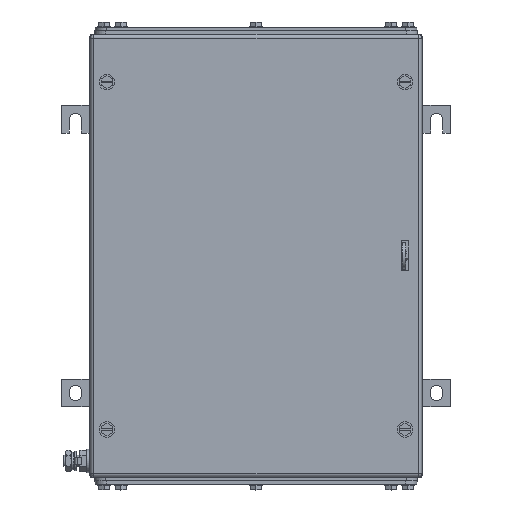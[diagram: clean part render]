
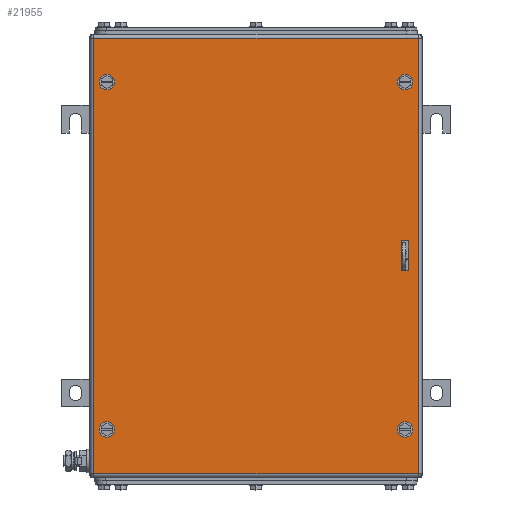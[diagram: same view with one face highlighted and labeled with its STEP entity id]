
A CAD part, top view. The second image highlights one B-rep face of the part: STEP entity #21955.
In plain terms, the highlighted planar face has unit normal (0, 0, 1).
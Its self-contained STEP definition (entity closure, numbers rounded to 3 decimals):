
#21795=AXIS2_PLACEMENT_3D('Circle Axis2P3D',#21793,#21794,$) ;
#21822=AXIS2_PLACEMENT_3D('Plane Axis2P3D',#21819,#21820,#21821) ;
#21860=AXIS2_PLACEMENT_3D('Circle Axis2P3D',#21858,#21859,$) ;
#21869=AXIS2_PLACEMENT_3D('Circle Axis2P3D',#21867,#21868,$) ;
#21878=AXIS2_PLACEMENT_3D('Circle Axis2P3D',#21876,#21877,$) ;
#21887=AXIS2_PLACEMENT_3D('Circle Axis2P3D',#21885,#21886,$) ;
#21896=AXIS2_PLACEMENT_3D('Circle Axis2P3D',#21894,#21895,$) ;
#21905=AXIS2_PLACEMENT_3D('Circle Axis2P3D',#21903,#21904,$) ;
#21914=AXIS2_PLACEMENT_3D('Circle Axis2P3D',#21912,#21913,$) ;
#21790=CARTESIAN_POINT('Vertex',(44.5,367.75,203.5)) ;
#21793=CARTESIAN_POINT('Axis2P3D Location',(41.,367.75,203.5)) ;
#21797=CARTESIAN_POINT('Vertex',(37.5,367.75,203.5)) ;
#21819=CARTESIAN_POINT('Axis2P3D Location',(175.5,211.,203.5)) ;
#21824=CARTESIAN_POINT('Line Origine',(175.5,407.5,203.5)) ;
#21828=CARTESIAN_POINT('Vertex',(322.,407.5,203.5)) ;
#21830=CARTESIAN_POINT('Vertex',(29.,407.5,203.5)) ;
#21833=CARTESIAN_POINT('Line Origine',(29.,211.,203.5)) ;
#21837=CARTESIAN_POINT('Vertex',(29.,14.5,203.5)) ;
#21840=CARTESIAN_POINT('Line Origine',(175.5,14.5,203.5)) ;
#21844=CARTESIAN_POINT('Vertex',(322.,14.5,203.5)) ;
#21847=CARTESIAN_POINT('Line Origine',(322.,211.,203.5)) ;
#21858=CARTESIAN_POINT('Axis2P3D Location',(41.,367.75,203.5)) ;
#21867=CARTESIAN_POINT('Axis2P3D Location',(41.,54.25,203.5)) ;
#21871=CARTESIAN_POINT('Vertex',(37.5,54.25,203.5)) ;
#21873=CARTESIAN_POINT('Vertex',(44.5,54.25,203.5)) ;
#21876=CARTESIAN_POINT('Axis2P3D Location',(41.,54.25,203.5)) ;
#21885=CARTESIAN_POINT('Axis2P3D Location',(310.,54.25,203.5)) ;
#21889=CARTESIAN_POINT('Vertex',(313.5,54.25,203.5)) ;
#21891=CARTESIAN_POINT('Vertex',(306.5,54.25,203.5)) ;
#21894=CARTESIAN_POINT('Axis2P3D Location',(310.,54.25,203.5)) ;
#21903=CARTESIAN_POINT('Axis2P3D Location',(310.,367.75,203.5)) ;
#21907=CARTESIAN_POINT('Vertex',(313.5,367.75,203.5)) ;
#21909=CARTESIAN_POINT('Vertex',(306.5,367.75,203.5)) ;
#21912=CARTESIAN_POINT('Axis2P3D Location',(310.,367.75,203.5)) ;
#21921=CARTESIAN_POINT('Line Origine',(309.75,197.5,203.5)) ;
#21925=CARTESIAN_POINT('Vertex',(313.,197.5,203.5)) ;
#21927=CARTESIAN_POINT('Vertex',(306.5,197.5,203.5)) ;
#21930=CARTESIAN_POINT('Line Origine',(306.5,211.,203.5)) ;
#21934=CARTESIAN_POINT('Vertex',(306.5,224.5,203.5)) ;
#21937=CARTESIAN_POINT('Line Origine',(309.75,224.5,203.5)) ;
#21941=CARTESIAN_POINT('Vertex',(313.,224.5,203.5)) ;
#21944=CARTESIAN_POINT('Line Origine',(313.,211.,203.5)) ;
#21794=DIRECTION('Axis2P3D Direction',(0.,0.,1.)) ;
#21820=DIRECTION('Axis2P3D Direction',(0.,0.,1.)) ;
#21821=DIRECTION('Axis2P3D XDirection',(1.,0.,0.)) ;
#21825=DIRECTION('Vector Direction',(1.,0.,0.)) ;
#21834=DIRECTION('Vector Direction',(0.,-1.,0.)) ;
#21841=DIRECTION('Vector Direction',(1.,0.,0.)) ;
#21848=DIRECTION('Vector Direction',(0.,1.,0.)) ;
#21859=DIRECTION('Axis2P3D Direction',(0.,0.,1.)) ;
#21868=DIRECTION('Axis2P3D Direction',(0.,0.,1.)) ;
#21877=DIRECTION('Axis2P3D Direction',(0.,0.,1.)) ;
#21886=DIRECTION('Axis2P3D Direction',(0.,0.,1.)) ;
#21895=DIRECTION('Axis2P3D Direction',(0.,0.,1.)) ;
#21904=DIRECTION('Axis2P3D Direction',(0.,0.,1.)) ;
#21913=DIRECTION('Axis2P3D Direction',(0.,0.,1.)) ;
#21922=DIRECTION('Vector Direction',(-1.,0.,0.)) ;
#21931=DIRECTION('Vector Direction',(0.,1.,0.)) ;
#21938=DIRECTION('Vector Direction',(1.,0.,0.)) ;
#21945=DIRECTION('Vector Direction',(0.,-1.,0.)) ;
#21826=VECTOR('Line Direction',#21825,1.) ;
#21835=VECTOR('Line Direction',#21834,1.) ;
#21842=VECTOR('Line Direction',#21841,1.) ;
#21849=VECTOR('Line Direction',#21848,1.) ;
#21923=VECTOR('Line Direction',#21922,1.) ;
#21932=VECTOR('Line Direction',#21931,1.) ;
#21939=VECTOR('Line Direction',#21938,1.) ;
#21946=VECTOR('Line Direction',#21945,1.) ;
#21853=ORIENTED_EDGE('',*,*,#21832,.T.) ;
#21854=ORIENTED_EDGE('',*,*,#21839,.T.) ;
#21855=ORIENTED_EDGE('',*,*,#21846,.T.) ;
#21856=ORIENTED_EDGE('',*,*,#21851,.T.) ;
#21864=ORIENTED_EDGE('',*,*,#21862,.F.) ;
#21865=ORIENTED_EDGE('',*,*,#21799,.F.) ;
#21882=ORIENTED_EDGE('',*,*,#21875,.F.) ;
#21883=ORIENTED_EDGE('',*,*,#21880,.F.) ;
#21900=ORIENTED_EDGE('',*,*,#21893,.F.) ;
#21901=ORIENTED_EDGE('',*,*,#21898,.F.) ;
#21918=ORIENTED_EDGE('',*,*,#21911,.F.) ;
#21919=ORIENTED_EDGE('',*,*,#21916,.F.) ;
#21950=ORIENTED_EDGE('',*,*,#21929,.T.) ;
#21951=ORIENTED_EDGE('',*,*,#21936,.T.) ;
#21952=ORIENTED_EDGE('',*,*,#21943,.T.) ;
#21953=ORIENTED_EDGE('',*,*,#21948,.T.) ;
#21866=FACE_BOUND('',#21863,.T.) ;
#21884=FACE_BOUND('',#21881,.T.) ;
#21902=FACE_BOUND('',#21899,.T.) ;
#21920=FACE_BOUND('',#21917,.T.) ;
#21954=FACE_BOUND('',#21949,.T.) ;
#21955=ADVANCED_FACE('ZUB_KTB_MH_403020_2GP_AllCATPart.1\\ZUB_DE_KTB_MH_400x300.1\\DE_KTB_MH_PART_MASTER.1\\Koerper.2',(#21857,#21866,#21884,#21902,#21920,#21954),#21823,.T.) ;
#21796=CIRCLE('generated circle',#21795,3.5) ;
#21861=CIRCLE('generated circle',#21860,3.5) ;
#21870=CIRCLE('generated circle',#21869,3.5) ;
#21879=CIRCLE('generated circle',#21878,3.5) ;
#21888=CIRCLE('generated circle',#21887,3.5) ;
#21897=CIRCLE('generated circle',#21896,3.5) ;
#21906=CIRCLE('generated circle',#21905,3.5) ;
#21915=CIRCLE('generated circle',#21914,3.5) ;
#21799=EDGE_CURVE('',#21791,#21798,#21796,.T.) ;
#21832=EDGE_CURVE('',#21829,#21831,#21827,.F.) ;
#21839=EDGE_CURVE('',#21831,#21838,#21836,.T.) ;
#21846=EDGE_CURVE('',#21838,#21845,#21843,.T.) ;
#21851=EDGE_CURVE('',#21845,#21829,#21850,.T.) ;
#21862=EDGE_CURVE('',#21798,#21791,#21861,.T.) ;
#21875=EDGE_CURVE('',#21872,#21874,#21870,.T.) ;
#21880=EDGE_CURVE('',#21874,#21872,#21879,.T.) ;
#21893=EDGE_CURVE('',#21890,#21892,#21888,.T.) ;
#21898=EDGE_CURVE('',#21892,#21890,#21897,.T.) ;
#21911=EDGE_CURVE('',#21908,#21910,#21906,.T.) ;
#21916=EDGE_CURVE('',#21910,#21908,#21915,.T.) ;
#21929=EDGE_CURVE('',#21926,#21928,#21924,.T.) ;
#21936=EDGE_CURVE('',#21928,#21935,#21933,.T.) ;
#21943=EDGE_CURVE('',#21935,#21942,#21940,.T.) ;
#21948=EDGE_CURVE('',#21942,#21926,#21947,.T.) ;
#21852=EDGE_LOOP('',(#21853,#21854,#21855,#21856)) ;
#21863=EDGE_LOOP('',(#21864,#21865)) ;
#21881=EDGE_LOOP('',(#21882,#21883)) ;
#21899=EDGE_LOOP('',(#21900,#21901)) ;
#21917=EDGE_LOOP('',(#21918,#21919)) ;
#21949=EDGE_LOOP('',(#21950,#21951,#21952,#21953)) ;
#21857=FACE_OUTER_BOUND('',#21852,.T.) ;
#21827=LINE('Line',#21824,#21826) ;
#21836=LINE('Line',#21833,#21835) ;
#21843=LINE('Line',#21840,#21842) ;
#21850=LINE('Line',#21847,#21849) ;
#21924=LINE('Line',#21921,#21923) ;
#21933=LINE('Line',#21930,#21932) ;
#21940=LINE('Line',#21937,#21939) ;
#21947=LINE('Line',#21944,#21946) ;
#21823=PLANE('',#21822) ;
#21791=VERTEX_POINT('',#21790) ;
#21798=VERTEX_POINT('',#21797) ;
#21829=VERTEX_POINT('',#21828) ;
#21831=VERTEX_POINT('',#21830) ;
#21838=VERTEX_POINT('',#21837) ;
#21845=VERTEX_POINT('',#21844) ;
#21872=VERTEX_POINT('',#21871) ;
#21874=VERTEX_POINT('',#21873) ;
#21890=VERTEX_POINT('',#21889) ;
#21892=VERTEX_POINT('',#21891) ;
#21908=VERTEX_POINT('',#21907) ;
#21910=VERTEX_POINT('',#21909) ;
#21926=VERTEX_POINT('',#21925) ;
#21928=VERTEX_POINT('',#21927) ;
#21935=VERTEX_POINT('',#21934) ;
#21942=VERTEX_POINT('',#21941) ;
